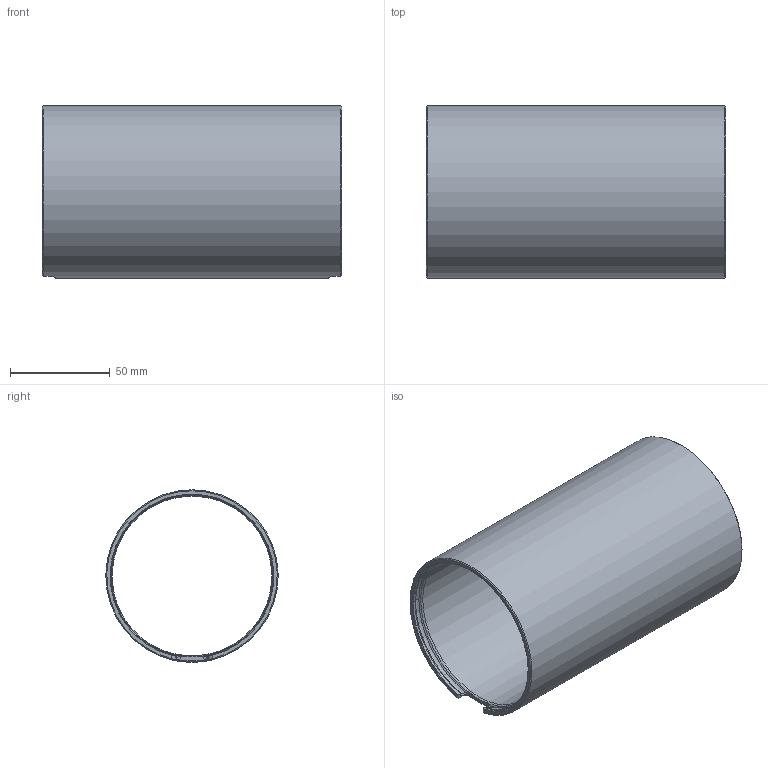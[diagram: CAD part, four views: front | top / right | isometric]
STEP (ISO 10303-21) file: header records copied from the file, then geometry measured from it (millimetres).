
FILE_DESCRIPTION(/* description */ ('STEP AP203'),/* implementation_level */ '2;1');
FILE_NAME(/* name */ 'WTE3-M-LOCKING-TUBE-150-R2 v1.step',/* time_stamp */ '2025-05-06T14:48:50+02:00',/* author */ (''),/* organization */ (''),/* preprocessor_version */ 'ST-DEVELOPER v20.1',/* originating_system */ 'Autodesk Translation Framework v14.4.0.0',/* authorisation */ '');
FILE_SCHEMA (('AUTOMOTIVE_DESIGN { 1 0 10303 214 3 1 1 }'));
Length unit declared in the file: millimetre
Products named in the file (1): WTE3-M-LOCKING-TUBE-150-R2
Bounding box: 150 x 86.48 x 86.5 mm (x, y, z)
Volume: 121489.5 mm3; surface area: 79690.8 mm2
Topology: 1 solids, 1 shells, 56 faces, 148 edges, 92 vertices
Faces by surface type: bspline 16, cylinder 14, plane 12, cone 8, torus 6
Full cylindrical faces by diameter (mm): 80.14 x1, 86.5 x1
Entity records: 4359 total; most frequent: CARTESIAN_POINT 3096, ORIENTED_EDGE 296, DIRECTION 198, EDGE_CURVE 148, VERTEX_POINT 92, AXIS2_PLACEMENT_3D 78, B_SPLINE_CURVE_WITH_KNOTS 69, FACE_OUTER_BOUND 56
